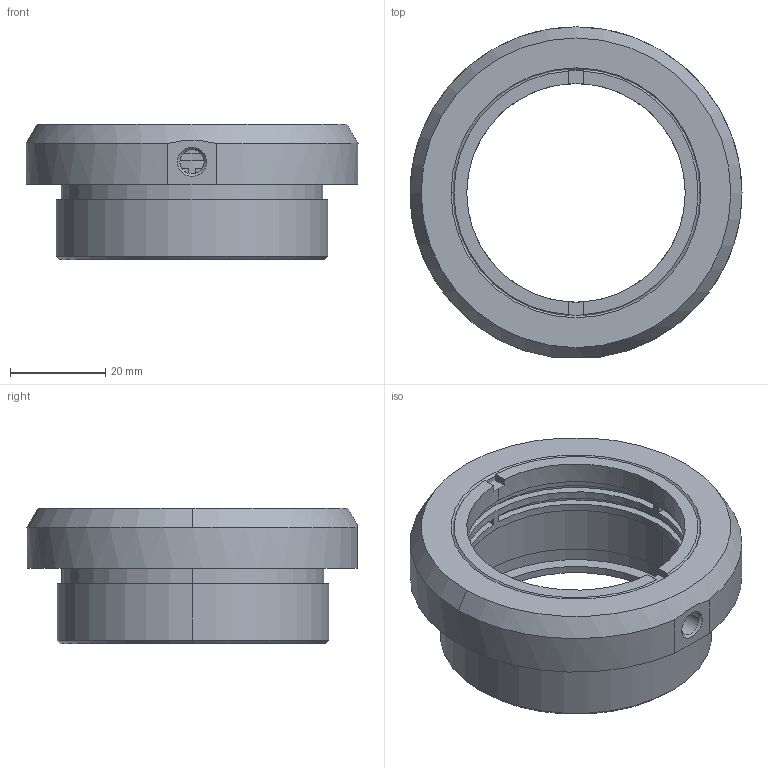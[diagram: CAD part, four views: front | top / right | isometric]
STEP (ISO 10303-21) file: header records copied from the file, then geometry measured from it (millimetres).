
FILE_DESCRIPTION (( 'STEP AP203' ), '1' );
FILE_NAME ('36465.step', '2011-10-14T23:46:11', ( 'EO' ), ( 'EO' ), 'SwSTEP 2.0', 'SolidWorks 2011', '' );
FILE_SCHEMA (( 'CONFIG_CONTROL_DESIGN' ));
Length unit declared in the file: inch
Products named in the file (1): 36465
Bounding box: 69.85 x 69.47 x 28.57 mm (x, y, z)
Volume: 31445.7 mm3; surface area: 19697.3 mm2
Topology: 3 solids, 3 shells, 67 faces, 178 edges, 116 vertices
Faces by surface type: plane 34, cylinder 21, cone 10, bspline 2
Entity records: 2660 total; most frequent: CARTESIAN_POINT 841, DIRECTION 379, ORIENTED_EDGE 352, EDGE_CURVE 176, AXIS2_PLACEMENT_3D 148, VERTEX_POINT 116, EDGE_LOOP 84, VECTOR 83
